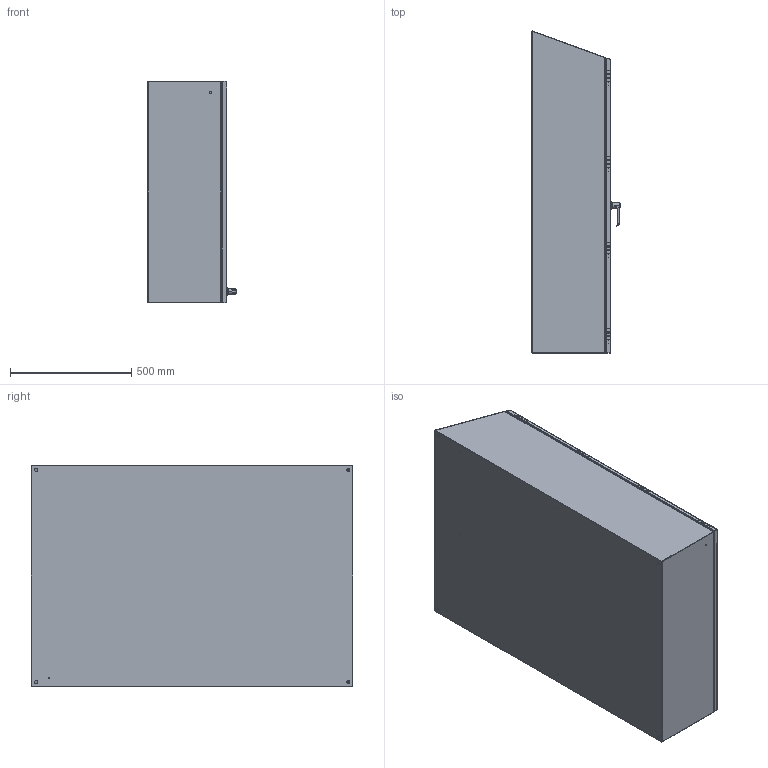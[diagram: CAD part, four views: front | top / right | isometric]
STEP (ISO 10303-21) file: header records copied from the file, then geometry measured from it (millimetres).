
FILE_DESCRIPTION (( 'STEP AP214' ), '1' );
FILE_NAME ('ST483612LG.STEP', '2019-07-10T11:58:40', ( '' ), ( '' ), 'SwSTEP 2.0', 'SolidWorks 2018', '' );
FILE_SCHEMA (( 'AUTOMOTIVE_DESIGN' ));
Length unit declared in the file: inch
Products named in the file (1): ST483612LG
Bounding box: 364.92 x 1329.28 x 914.4 mm (x, y, z)
Volume: 7717007.8 mm3; surface area: 8502308.5 mm2
Topology: 64 solids, 65 shells, 1731 faces, 4082 edges, 2538 vertices
Faces by surface type: plane 765, cylinder 643, bspline 228, torus 50, cone 45
Entity records: 110254 total; most frequent: CARTESIAN_POINT 48535, ORIENTED_EDGE 8090, DIRECTION 7717, EDGE_CURVE 4045, AXIS2_PLACEMENT_3D 2783, VERTEX_POINT 2538, VECTOR 2151, LINE 2151
